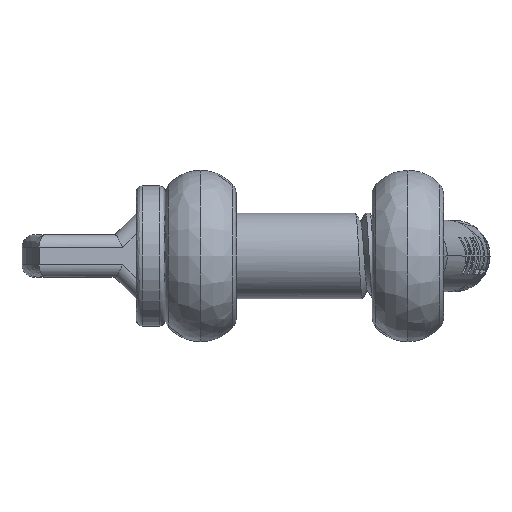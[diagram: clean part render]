
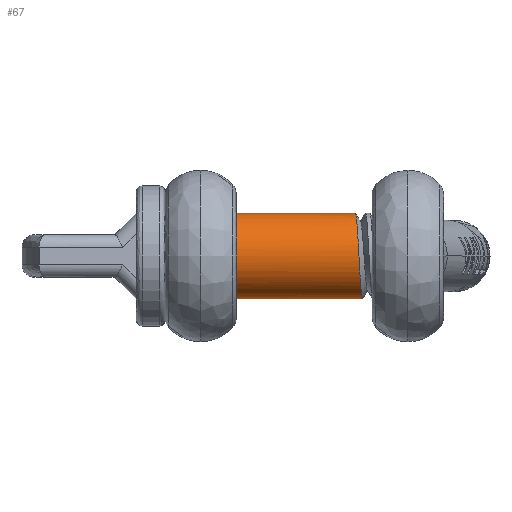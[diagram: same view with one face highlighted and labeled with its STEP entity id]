
A CAD part, front view. The second image highlights one B-rep face of the part: STEP entity #67.
In plain terms, the highlighted cylindrical face has radius 3 mm (diameter 6 mm), a partial arc.
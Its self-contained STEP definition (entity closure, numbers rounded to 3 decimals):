
#67=ADVANCED_FACE('NONE',(#454),#455,.T.);
#454=FACE_OUTER_BOUND('',#1231,.T.);
#455=CYLINDRICAL_SURFACE('',#1232,3.0);
#1231=EDGE_LOOP('',(#8368,#8369,#8370,#8371));
#1232=AXIS2_PLACEMENT_3D('',#8372,#8373,#8374);
#8368=ORIENTED_EDGE('',*,*,#11031,.F.);
#8369=ORIENTED_EDGE('',*,*,#11039,.F.);
#8370=ORIENTED_EDGE('',*,*,#11038,.T.);
#8371=ORIENTED_EDGE('',*,*,#11040,.F.);
#8372=CARTESIAN_POINT('',(-9.5,0.0,0.0));
#8373=DIRECTION('',(-1.0,0.0,0.0));
#8374=DIRECTION('',(0.0,0.0,-1.0));
#11031=EDGE_CURVE('NONE',#12095,#12098,#12099,.T.);
#11038=EDGE_CURVE('NONE',#12096,#12110,#12112,.T.);
#11039=EDGE_CURVE('NONE',#12096,#12095,#12113,.T.);
#11040=EDGE_CURVE('NONE',#12098,#12110,#12114,.T.);
#12095=VERTEX_POINT('NONE',#13842);
#12096=VERTEX_POINT('NONE',#13843);
#12098=VERTEX_POINT('NONE',#13845);
#12099=LINE('',#13846,#13847);
#12110=VERTEX_POINT('NONE',#13901);
#12112=LINE('',#13934,#13935);
#12113=CIRCLE('',#13936,3.0);
#12114=B_SPLINE_CURVE_WITH_KNOTS('',3,(#13937,#13938,#13939,#13940,#13941,#13942,#13943,#13944,#13945,#13946,#13947,#13948,#13949,#13950,#13951,#13952,#13953,#13954,#13955,#13956,#13957,#13958,#13959,#13960,#13961,#13962,#13963,#13964),.UNSPECIFIED.,.F.,.F.,(4,2,2,2,2,2,2,2,2,2,2,2,2,4),(0.003,0.004,0.005,0.006,0.006,0.007,0.008,0.009,0.009,0.01,0.01,0.011,0.012,0.013),.UNSPECIFIED.);
#13842=CARTESIAN_POINT('',(-9.5,0.,3.0));
#13843=CARTESIAN_POINT('',(-9.5,0.,-3.0));
#13845=CARTESIAN_POINT('',(3.577,0.,3.0));
#13846=CARTESIAN_POINT('',(-9.5,0.,3.0));
#13847=VECTOR('',#21238,1000.0);
#13901=CARTESIAN_POINT('',(4.082,0.,-3.0));
#13934=CARTESIAN_POINT('',(-9.5,0.0,-3.0));
#13935=VECTOR('',#21240,1000.0);
#13936=AXIS2_PLACEMENT_3D('',#21241,#21242,#21243);
#13937=CARTESIAN_POINT('',(3.577,0.,3.0));
#13938=CARTESIAN_POINT('',(3.588,-0.198,3.0));
#13939=CARTESIAN_POINT('',(3.598,-0.396,2.98));
#13940=CARTESIAN_POINT('',(3.62,-0.779,2.904));
#13941=CARTESIAN_POINT('',(3.63,-0.965,2.847));
#13942=CARTESIAN_POINT('',(3.662,-1.511,2.621));
#13943=CARTESIAN_POINT('',(3.683,-1.848,2.395));
#13944=CARTESIAN_POINT('',(3.715,-2.262,1.98));
#13945=CARTESIAN_POINT('',(3.725,-2.386,1.829));
#13946=CARTESIAN_POINT('',(3.746,-2.605,1.501));
#13947=CARTESIAN_POINT('',(3.756,-2.698,1.326));
#13948=CARTESIAN_POINT('',(3.788,-2.924,0.778));
#13949=CARTESIAN_POINT('',(3.809,-3.001,0.391));
#13950=CARTESIAN_POINT('',(3.841,-3.,-0.202));
#13951=CARTESIAN_POINT('',(3.851,-2.98,-0.396));
#13952=CARTESIAN_POINT('',(3.872,-2.904,-0.779));
#13953=CARTESIAN_POINT('',(3.883,-2.846,-0.969));
#13954=CARTESIAN_POINT('',(3.904,-2.696,-1.331));
#13955=CARTESIAN_POINT('',(3.914,-2.604,-1.503));
#13956=CARTESIAN_POINT('',(3.935,-2.386,-1.829));
#13957=CARTESIAN_POINT('',(3.946,-2.26,-1.983));
#13958=CARTESIAN_POINT('',(3.967,-1.984,-2.259));
#13959=CARTESIAN_POINT('',(3.977,-1.833,-2.383));
#13960=CARTESIAN_POINT('',(3.998,-1.505,-2.602));
#13961=CARTESIAN_POINT('',(4.009,-1.332,-2.695));
#13962=CARTESIAN_POINT('',(4.04,-0.791,-2.92));
#13963=CARTESIAN_POINT('',(4.061,-0.396,-3.));
#13964=CARTESIAN_POINT('',(4.082,0.,-3.0));
#21238=DIRECTION('',(1.0,0.0,0.0));
#21240=DIRECTION('',(1.0,0.0,0.0));
#21241=CARTESIAN_POINT('',(-9.5,0.0,0.0));
#21242=DIRECTION('',(-1.0,-0.0,0.0));
#21243=DIRECTION('',(0.0,0.,-1.0));
